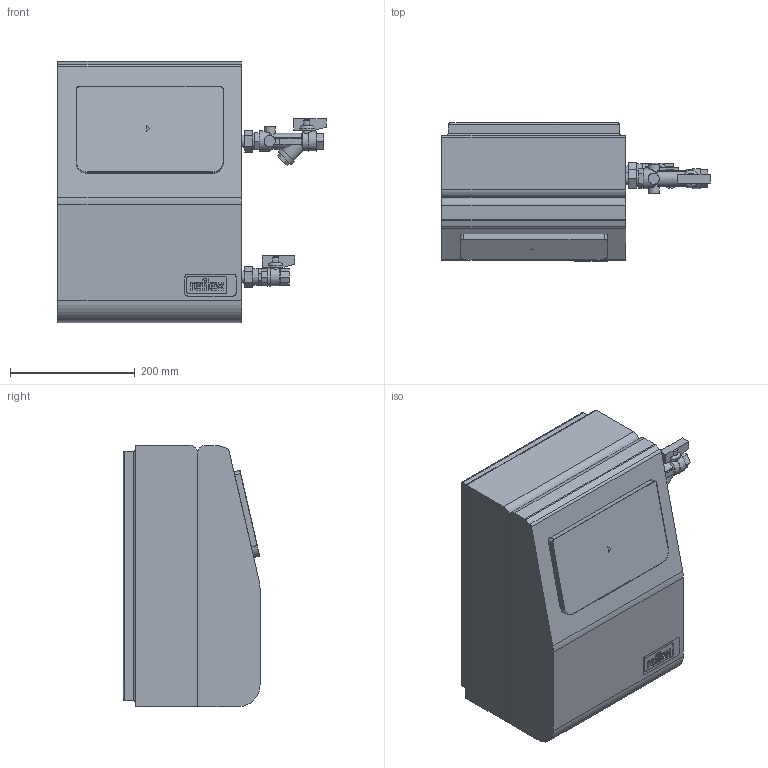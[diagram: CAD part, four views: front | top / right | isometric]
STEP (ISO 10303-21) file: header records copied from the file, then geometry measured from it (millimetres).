
FILE_DESCRIPTION(/* description */ (''),/* implementation_level */ '2;1');
FILE_NAME(/* name */ '3d_Reflex''Servitecmini''-8835800.stp',/* time_stamp */ '2018-01-15T14:59:15+01:00',/* author */ ('Andrzej'),/* organization */ (''),/* preprocessor_version */ 'ST-DEVELOPER v16.13',/* originating_system */ 'AutoCAD Mechanical',/* authorisation */ '');
FILE_SCHEMA (('AUTOMOTIVE_DESIGN { 1 0 10303 214 3 1 1 }'));
Length unit declared in the file: millimetre
Products named in the file (1): Product
Bounding box: 430.7 x 221.5 x 420 mm (x, y, z)
Volume: 25662246.4 mm3; surface area: 906212.4 mm2
Topology: 16 solids, 17 shells, 420 faces, 1163 edges, 866 vertices
Faces by surface type: plane 265, cylinder 142, torus 8, cone 5
Full cylindrical faces by diameter (mm): 13 x1, 16 x1, 18 x3, 18.7 x2, 20 x2, 26 x3, 28 x1, 29 x1, 30 x1, 32 x1, 33 x1
Entity records: 14089 total; most frequent: CARTESIAN_POINT 3321, DIRECTION 2191, ORIENTED_EDGE 2127, EDGE_CURVE 1065, LINE 787, VECTOR 787, VERTEX_POINT 714, AXIS2_PLACEMENT_3D 702
